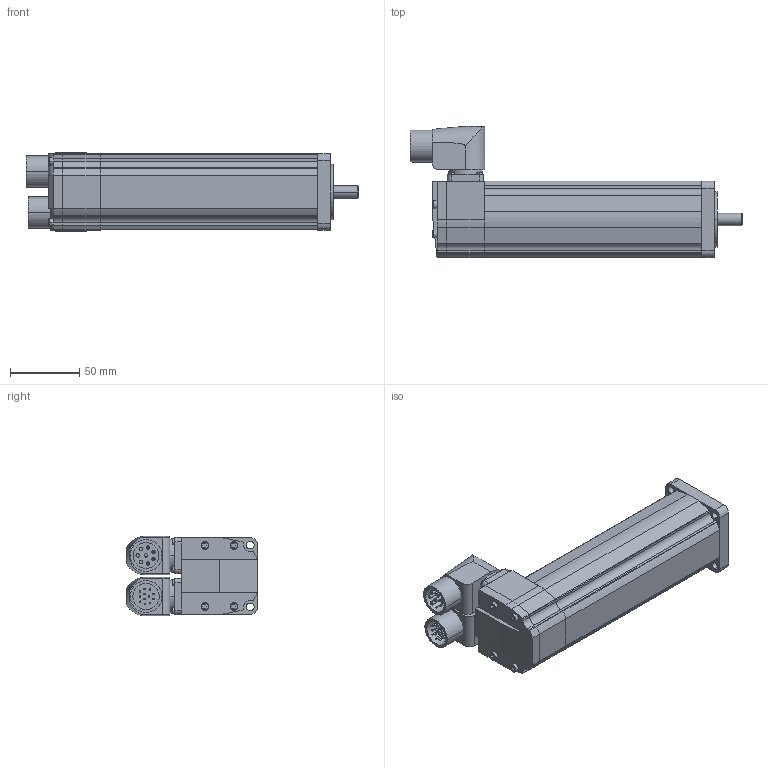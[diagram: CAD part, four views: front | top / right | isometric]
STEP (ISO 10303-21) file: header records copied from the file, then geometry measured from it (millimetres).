
FILE_DESCRIPTION(('STEP AP242'),'1');
FILE_NAME('bsh0553p21f2a.stp','2021-03-03T02:43:09',('TraceParts'),('TraceParts S.A.'),'Spatial InterOp 3D',' ',' ');
FILE_SCHEMA(('AP242_MANAGED_MODEL_BASED_3D_ENGINEERING_MIM_LF {1 0 10303 442 1 1 4}'));
Length unit declared in the file: millimetre
Products named in the file (1): bsh0553p21f2a_1
Bounding box: 239.5 x 94.5 x 57.6 mm (x, y, z)
Volume: 591849.2 mm3; surface area: 79731.1 mm2
Topology: 7 solids, 7 shells, 337 faces, 791 edges, 517 vertices
Faces by surface type: cylinder 160, plane 145, torus 24, cone 8
Entity records: 9830 total; most frequent: DIRECTION 1865, CARTESIAN_POINT 1650, ORIENTED_EDGE 1578, EDGE_CURVE 789, AXIS2_PLACEMENT_3D 732, VERTEX_POINT 517, LINE 401, VECTOR 401
